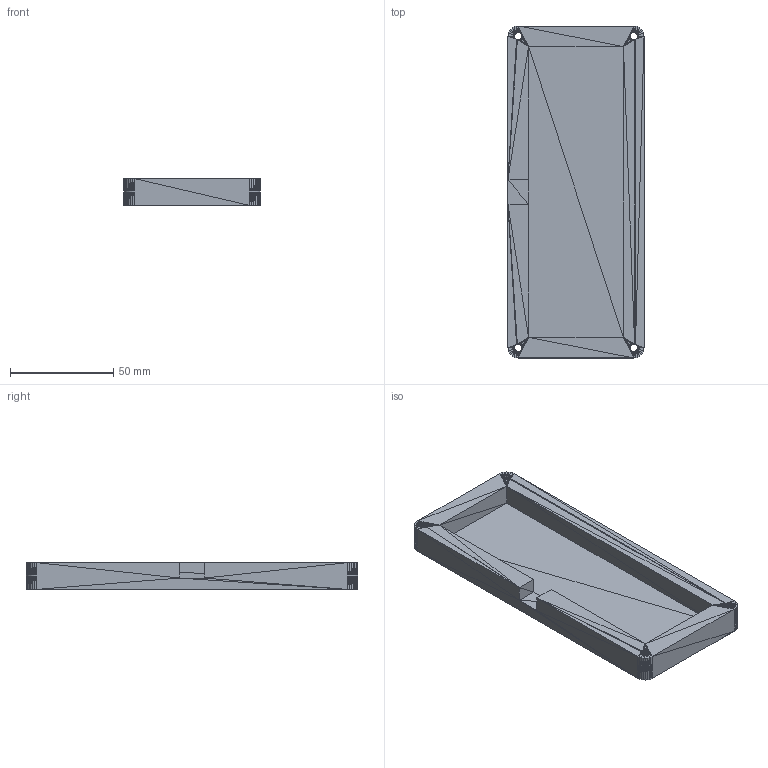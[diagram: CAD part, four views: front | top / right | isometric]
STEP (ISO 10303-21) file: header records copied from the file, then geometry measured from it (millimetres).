
FILE_DESCRIPTION((''),'2;1');
FILE_NAME('Multipad Case (1)', '2025-11-26T03:42:56', (''), (''), 'ImageToStl.com STEP Converter','', '');
FILE_SCHEMA(('AUTOMOTIVE_DESIGN_CC2'));
Length unit declared in the file: metre
Products named in the file (1): product0
Bounding box: 66 x 161 x 13 mm (x, y, z)
Surface area: 31290.9 mm2 (no closed solid volume)
Topology: 0 solids, 956 shells, 956 faces, 2868 edges, 472 vertices
Faces by surface type: plane 956
Entity records: 22011 total; most frequent: DIRECTION 4782, ORIENTED_EDGE 2868, EDGE_CURVE 2868, LINE 2868, VECTOR 2868, AXIS2_PLACEMENT_3D 957, FACE_SURFACE 956, PLANE 956
